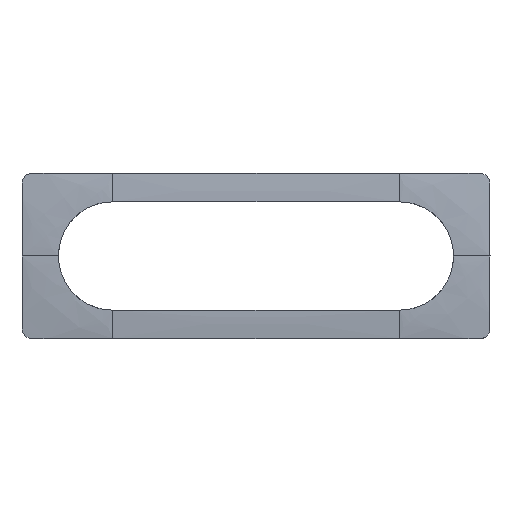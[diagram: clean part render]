
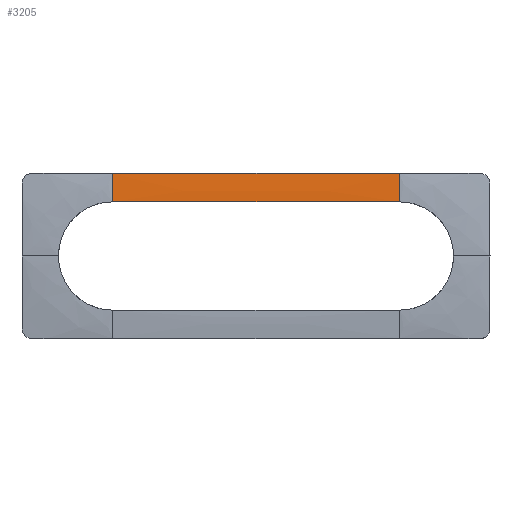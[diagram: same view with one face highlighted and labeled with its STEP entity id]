
A CAD part, top view. The second image highlights one B-rep face of the part: STEP entity #3205.
In plain terms, the highlighted face is a extrusion surface.
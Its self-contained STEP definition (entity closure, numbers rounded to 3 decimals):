
#2747=CARTESIAN_POINT('Vertex',(0.,40.829,7.72)) ;
#2830=CARTESIAN_POINT('Vertex',(0.,26.8,8.7)) ;
#2834=CARTESIAN_POINT('Control Point',(0.,26.8,8.7)) ;
#2835=CARTESIAN_POINT('Control Point',(0.,27.423,8.699)) ;
#2836=CARTESIAN_POINT('Control Point',(0.,28.059,8.693)) ;
#2837=CARTESIAN_POINT('Control Point',(0.,28.707,8.678)) ;
#2838=CARTESIAN_POINT('Control Point',(0.,30.024,8.636)) ;
#2839=CARTESIAN_POINT('Control Point',(0.,31.382,8.568)) ;
#2840=CARTESIAN_POINT('Control Point',(0.,32.071,8.527)) ;
#2841=CARTESIAN_POINT('Control Point',(0.,34.164,8.39)) ;
#2842=CARTESIAN_POINT('Control Point',(0.,36.332,8.203)) ;
#2843=CARTESIAN_POINT('Control Point',(0.,37.807,8.061)) ;
#2844=CARTESIAN_POINT('Control Point',(0.,39.306,7.898)) ;
#2845=CARTESIAN_POINT('Control Point',(0.,40.829,7.72)) ;
#3147=CARTESIAN_POINT('Control Point',(142.,26.8,8.7)) ;
#3148=CARTESIAN_POINT('Control Point',(142.,27.075,8.7)) ;
#3149=CARTESIAN_POINT('Control Point',(142.,27.349,8.698)) ;
#3150=CARTESIAN_POINT('Control Point',(142.,27.623,8.695)) ;
#3151=CARTESIAN_POINT('Control Point',(142.,28.699,8.68)) ;
#3152=CARTESIAN_POINT('Control Point',(142.,29.774,8.646)) ;
#3153=CARTESIAN_POINT('Control Point',(142.,30.598,8.609)) ;
#3154=CARTESIAN_POINT('Control Point',(142.,32.607,8.501)) ;
#3155=CARTESIAN_POINT('Control Point',(142.,34.613,8.35)) ;
#3156=CARTESIAN_POINT('Control Point',(142.,35.811,8.248)) ;
#3157=CARTESIAN_POINT('Control Point',(142.,37.539,8.083)) ;
#3158=CARTESIAN_POINT('Control Point',(142.,39.266,7.898)) ;
#3159=CARTESIAN_POINT('Control Point',(142.,39.788,7.84)) ;
#3160=CARTESIAN_POINT('Control Point',(142.,40.309,7.781)) ;
#3161=CARTESIAN_POINT('Control Point',(142.,40.829,7.72)) ;
#3166=CARTESIAN_POINT('Control Point',(142.,26.8,8.7)) ;
#3167=CARTESIAN_POINT('Control Point',(142.,27.15,8.699)) ;
#3168=CARTESIAN_POINT('Control Point',(142.,27.499,8.697)) ;
#3169=CARTESIAN_POINT('Control Point',(142.,27.85,8.693)) ;
#3170=CARTESIAN_POINT('Control Point',(142.,28.552,8.68)) ;
#3171=CARTESIAN_POINT('Control Point',(142.,29.257,8.659)) ;
#3172=CARTESIAN_POINT('Control Point',(142.,29.612,8.647)) ;
#3173=CARTESIAN_POINT('Control Point',(142.,30.678,8.605)) ;
#3174=CARTESIAN_POINT('Control Point',(142.,31.741,8.547)) ;
#3175=CARTESIAN_POINT('Control Point',(142.,32.439,8.504)) ;
#3176=CARTESIAN_POINT('Control Point',(142.,33.84,8.408)) ;
#3177=CARTESIAN_POINT('Control Point',(142.,35.236,8.293)) ;
#3178=CARTESIAN_POINT('Control Point',(142.,35.933,8.232)) ;
#3179=CARTESIAN_POINT('Control Point',(142.,37.33,8.102)) ;
#3180=CARTESIAN_POINT('Control Point',(142.,38.73,7.957)) ;
#3181=CARTESIAN_POINT('Control Point',(142.,39.431,7.881)) ;
#3182=CARTESIAN_POINT('Control Point',(142.,40.13,7.801)) ;
#3183=CARTESIAN_POINT('Control Point',(142.,40.829,7.72)) ;
#3184=CARTESIAN_POINT('Vertex',(142.,26.8,8.7)) ;
#3186=CARTESIAN_POINT('Vertex',(141.999,40.829,7.72)) ;
#3189=CARTESIAN_POINT('Line Origine',(63.493,40.829,7.72)) ;
#3194=CARTESIAN_POINT('Line Origine',(63.493,26.8,8.7)) ;
#3162=DIRECTION('Vector Direction',(-1.,0.,0.)) ;
#3190=DIRECTION('Vector Direction',(-1.,0.,0.)) ;
#3195=DIRECTION('Vector Direction',(-1.,0.,0.)) ;
#3163=VECTOR('Extrusion Surface Vector',#3162,1.) ;
#3191=VECTOR('Line Direction',#3190,1.) ;
#3196=VECTOR('Line Direction',#3195,1.) ;
#3200=ORIENTED_EDGE('',*,*,#3188,.T.) ;
#3201=ORIENTED_EDGE('',*,*,#3193,.T.) ;
#3202=ORIENTED_EDGE('',*,*,#2846,.F.) ;
#3203=ORIENTED_EDGE('',*,*,#3198,.F.) ;
#3205=ADVANCED_FACE('Surface.1',(#3204),#3164,.T.) ;
#2833=B_SPLINE_CURVE_WITH_KNOTS('',5,(#2834,#2835,#2836,#2837,#2838,#2839,#2840,#2841,#2842,#2843,#2844,#2845),.UNSPECIFIED.,.F.,.U.,(6,3,3,6),(0.,4.985,9.969,19.939),.UNSPECIFIED.) ;
#3146=B_SPLINE_CURVE_WITH_KNOTS('',5,(#3147,#3148,#3149,#3150,#3151,#3152,#3153,#3154,#3155,#3156,#3157,#3158,#3159,#3160,#3161),.UNSPECIFIED.,.F.,.U.,(6,3,3,3,6),(6.413,8.364,14.018,22.59,26.289),.UNSPECIFIED.) ;
#3165=B_SPLINE_CURVE_WITH_KNOTS('',5,(#3166,#3167,#3168,#3169,#3170,#3171,#3172,#3173,#3174,#3175,#3176,#3177,#3178,#3179,#3180,#3181,#3182,#3183),.UNSPECIFIED.,.F.,.U.,(6,3,3,3,3,6),(6.413,8.898,11.382,16.351,21.32,26.289),.UNSPECIFIED.) ;
#2846=EDGE_CURVE('',#2831,#2748,#2833,.T.) ;
#3188=EDGE_CURVE('',#3185,#3187,#3165,.T.) ;
#3193=EDGE_CURVE('',#3187,#2748,#3192,.T.) ;
#3198=EDGE_CURVE('',#3185,#2831,#3197,.T.) ;
#3199=EDGE_LOOP('',(#3200,#3201,#3202,#3203)) ;
#3204=FACE_OUTER_BOUND('',#3199,.T.) ;
#3192=LINE('Line',#3189,#3191) ;
#3197=LINE('Line',#3194,#3196) ;
#3164=SURFACE_OF_LINEAR_EXTRUSION('generated tabulated cylinder',#3146,#3163) ;
#2748=VERTEX_POINT('',#2747) ;
#2831=VERTEX_POINT('',#2830) ;
#3185=VERTEX_POINT('',#3184) ;
#3187=VERTEX_POINT('',#3186) ;
